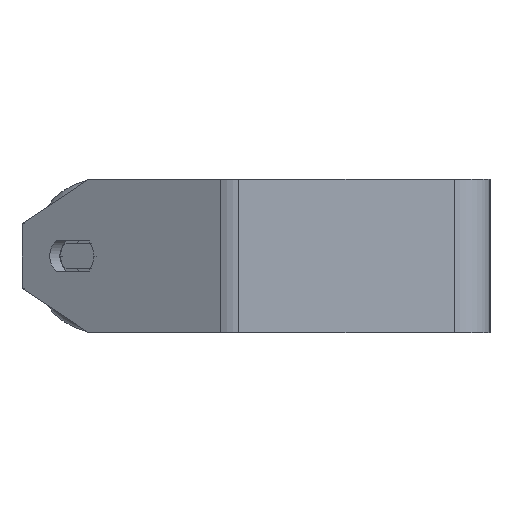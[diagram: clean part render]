
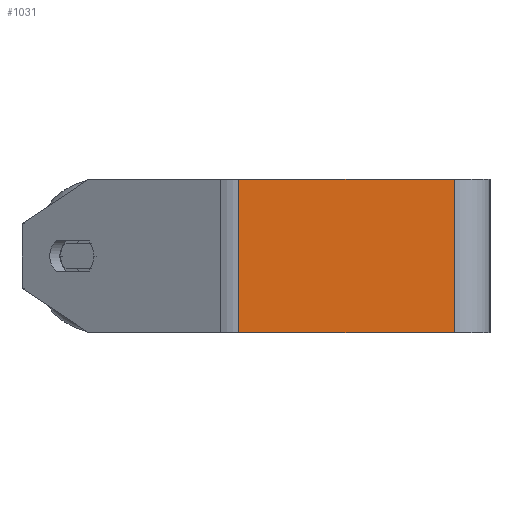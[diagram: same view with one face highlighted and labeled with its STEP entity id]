
A CAD part, left-side view. The second image highlights one B-rep face of the part: STEP entity #1031.
In plain terms, the highlighted planar face has unit normal (-1, 0, 0).
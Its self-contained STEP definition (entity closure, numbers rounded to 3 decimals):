
#45 = CARTESIAN_POINT ( 'NONE',  ( -285., 14., -30. ) ) ;
#580 = DIRECTION ( 'NONE',  ( 0., 0., -1. ) ) ;
#582 = AXIS2_PLACEMENT_3D ( 'NONE', #4921, #1058, #5687 ) ;
#704 = DIRECTION ( 'NONE',  ( 0., -1., 0. ) ) ;
#819 = LINE ( 'NONE', #7543, #5756 ) ;
#1024 = VECTOR ( 'NONE', #5811, 1000. ) ;
#1031 = ADVANCED_FACE ( 'NONE', ( #3153 ), #1830, .F. ) ;
#1058 = DIRECTION ( 'NONE',  ( 1., 0., 0. ) ) ;
#1276 = CARTESIAN_POINT ( 'NONE',  ( -285., 98.231, 30. ) ) ;
#1614 = EDGE_CURVE ( 'NONE', #5027, #3939, #819, .T. ) ;
#1830 = PLANE ( 'NONE',  #582 ) ;
#2764 = ORIENTED_EDGE ( 'NONE', *, *, #8354, .F. ) ;
#2796 = CARTESIAN_POINT ( 'NONE',  ( -285., 98.231, -30. ) ) ;
#3125 = VECTOR ( 'NONE', #704, 1000. ) ;
#3153 = FACE_OUTER_BOUND ( 'NONE', #5142, .T. ) ;
#3195 = LINE ( 'NONE', #8424, #1024 ) ;
#3243 = CARTESIAN_POINT ( 'NONE',  ( -285., 14., 30. ) ) ;
#3839 = LINE ( 'NONE', #6441, #8416 ) ;
#3939 = VERTEX_POINT ( 'NONE', #45 ) ;
#4041 = ORIENTED_EDGE ( 'NONE', *, *, #1614, .T. ) ;
#4622 = VERTEX_POINT ( 'NONE', #1276 ) ;
#4921 = CARTESIAN_POINT ( 'NONE',  ( -285., 101.982, 30. ) ) ;
#5027 = VERTEX_POINT ( 'NONE', #2796 ) ;
#5142 = EDGE_LOOP ( 'NONE', ( #4041, #5866, #2764, #7165 ) ) ;
#5494 = DIRECTION ( 'NONE',  ( 0., -1., 0. ) ) ;
#5537 = VERTEX_POINT ( 'NONE', #3243 ) ;
#5687 = DIRECTION ( 'NONE',  ( 0., 0., -1. ) ) ;
#5756 = VECTOR ( 'NONE', #5494, 1000. ) ;
#5811 = DIRECTION ( 'NONE',  ( 0., 0., -1. ) ) ;
#5866 = ORIENTED_EDGE ( 'NONE', *, *, #6057, .F. ) ;
#6057 = EDGE_CURVE ( 'NONE', #5537, #3939, #3839, .T. ) ;
#6059 = EDGE_CURVE ( 'NONE', #4622, #5027, #3195, .T. ) ;
#6441 = CARTESIAN_POINT ( 'NONE',  ( -285., 14., 30. ) ) ;
#7165 = ORIENTED_EDGE ( 'NONE', *, *, #6059, .T. ) ;
#7340 = LINE ( 'NONE', #8066, #3125 ) ;
#7543 = CARTESIAN_POINT ( 'NONE',  ( -285., 101.982, -30. ) ) ;
#8066 = CARTESIAN_POINT ( 'NONE',  ( -285., 101.982, 30. ) ) ;
#8354 = EDGE_CURVE ( 'NONE', #4622, #5537, #7340, .T. ) ;
#8416 = VECTOR ( 'NONE', #580, 1000. ) ;
#8424 = CARTESIAN_POINT ( 'NONE',  ( -285., 98.231, 30. ) ) ;
